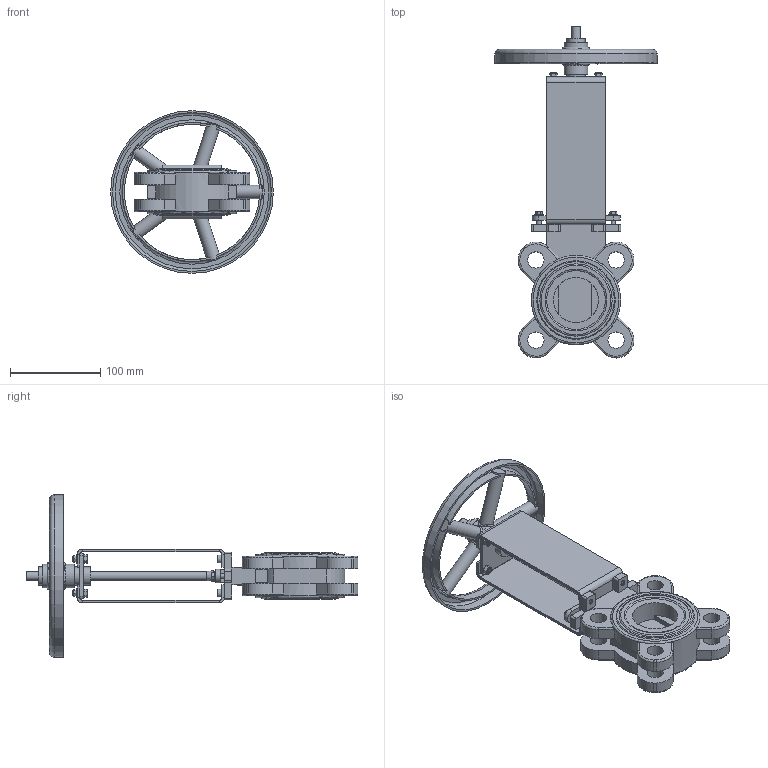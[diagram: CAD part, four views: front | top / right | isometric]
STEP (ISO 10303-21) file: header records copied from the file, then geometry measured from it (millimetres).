
FILE_DESCRIPTION(/* description */ (''),/* implementation_level */ '2;1');
FILE_NAME(/* name */ 'DN50_3D_STEP.stp',/* time_stamp */ '2023-12-27T15:14:49+03:00',/* author */ ('igorr'),/* organization */ (''),/* preprocessor_version */ 'ST-DEVELOPER v19.2',/* originating_system */ 'Autodesk Inventor 2023',/* authorisation */ '');
FILE_SCHEMA (('AUTOMOTIVE_DESIGN { 1 0 10303 214 3 1 1 }'));
Length unit declared in the file: millimetre
Products named in the file (9): Сборка; Деталь1; Деталь2; Деталь3; AS 1420 - 1973 - M5 x 10; AS 1427 - M5 x 10; ANSI B18.2.4.2M - M5x0,8; Деталь4; Деталь5
Assembly tree (20 placements, depth 2):
  Сборка
    Деталь1
    Деталь2  x2
    Деталь3
    AS 1420 - 1973 - M5 x 10  x4
    AS 1427 - M5 x 10  x6
    ANSI B18.2.4.2M - M5x0,8  x4
    Деталь4
    Деталь5
Bounding box: 180 x 367.63 x 180 mm (x, y, z)
Volume: 685997 mm3; surface area: 214243.3 mm2
Topology: 20 solids, 20 shells, 674 faces, 1648 edges, 1042 vertices
Faces by surface type: plane 336, cylinder 165, cone 86, torus 44, bspline 43
Full cylindrical faces by diameter (mm): 4.018 x6, 4.134 x4, 5 x10, 6 x18, 8.5 x4, 10 x8, 12 x1, 15 x5, 18 x8, 20 x3, 26 x2, 50 x2, 176 x1, 180 x1
Entity records: 16494 total; most frequent: CARTESIAN_POINT 4674, ORIENTED_EDGE 2336, DIRECTION 2240, EDGE_CURVE 1168, AXIS2_PLACEMENT_3D 833, VERTEX_POINT 746, LINE 574, VECTOR 574
